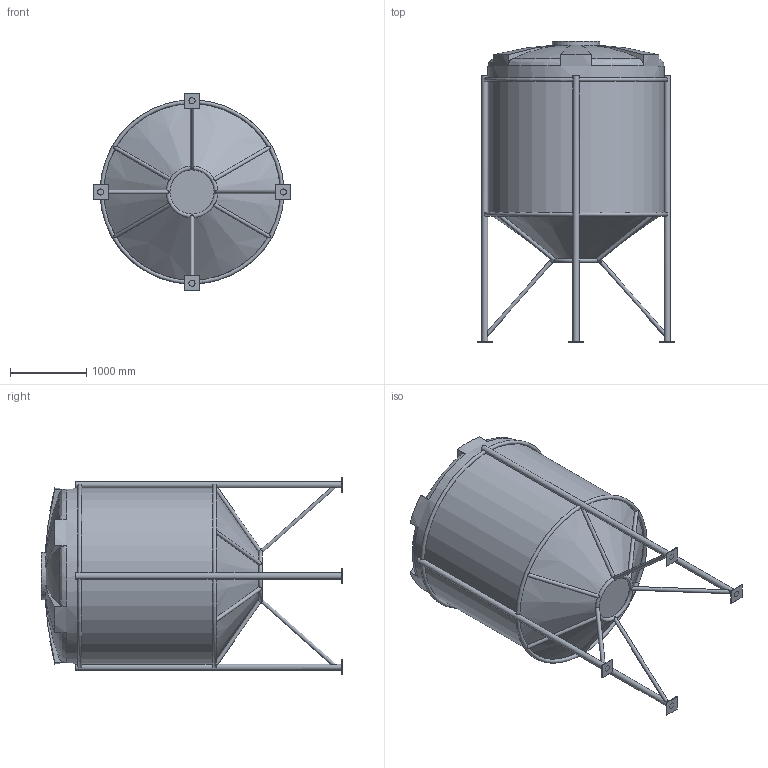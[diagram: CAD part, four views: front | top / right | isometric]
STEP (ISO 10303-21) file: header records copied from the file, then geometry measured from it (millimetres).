
FILE_DESCRIPTION(('FreeCAD Model'),'2;1');
FILE_NAME('Open CASCADE Shape Model','2025-05-28T08:50:09',('FreeCAD'),( 'FreeCAD'),'Open CASCADE STEP processor 7.6','FreeCAD','Unknown');
FILE_SCHEMA(('AUTOMOTIVE_DESIGN { 1 0 10303 214 1 1 1 1 }'));
Length unit declared in the file: millimetre
Products named in the file (1): Open CASCADE STEP translator 7.6 1
Bounding box: 2600 x 3960 x 2600 mm (x, y, z)
Volume: 10252486018.1 mm3; surface area: 32766304.9 mm2
Topology: 2 solids, 2 shells, 117 faces, 355 edges, 224 vertices
Faces by surface type: plane 60, cylinder 24, bspline 18, torus 9, cone 6
Full cylindrical faces by diameter (mm): 50 x10, 80 x4, 620 x1, 2320 x1
Entity records: 7842 total; most frequent: CARTESIAN_POINT 5002, ORIENTED_EDGE 710, DIRECTION 440, EDGE_CURVE 355, VERTEX_POINT 224, B_SPLINE_CURVE_WITH_KNOTS 187, AXIS2_PLACEMENT_3D 176, FACE_BOUND 129
